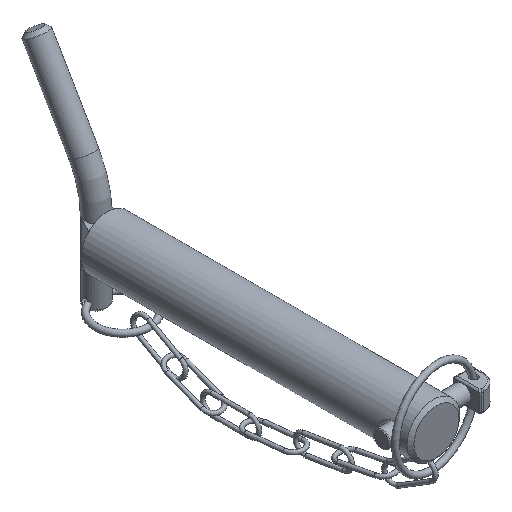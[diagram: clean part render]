
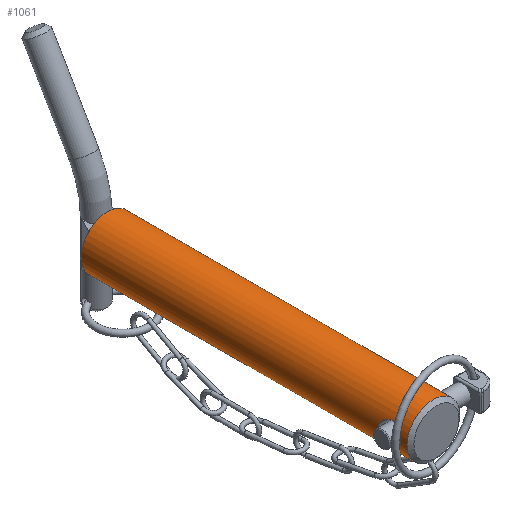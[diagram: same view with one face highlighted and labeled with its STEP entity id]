
A CAD part, isometric view. The second image highlights one B-rep face of the part: STEP entity #1061.
In plain terms, the highlighted cylindrical face has radius 14 mm (diameter 28 mm), a full revolution.
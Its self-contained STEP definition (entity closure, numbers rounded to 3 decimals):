
#73=FACE_BOUND('',#416,.T.);
#124=CYLINDRICAL_SURFACE('',#1313,14.);
#154=CIRCLE('',#1310,14.);
#155=CIRCLE('',#1311,14.);
#157=CIRCLE('',#1314,14.);
#207=LINE('',#7475,#267);
#208=LINE('',#7496,#268);
#267=VECTOR('',#1506,14.);
#268=VECTOR('',#1507,14.);
#351=FACE_OUTER_BOUND('',#415,.T.);
#415=EDGE_LOOP('',(#821,#822,#823,#824,#825,#826,#827,#828,#829));
#416=EDGE_LOOP('',(#830,#831));
#473=B_SPLINE_CURVE_WITH_KNOTS('',3,(#7477,#7478,#7479,#7480,#7481,#7482,
#7483,#7484,#7485,#7486,#7487,#7488,#7489,#7490,#7491,#7492,#7493,#7494,
#7495),.UNSPECIFIED.,.F.,.F.,(4,2,2,2,3,2,2,2,4),(2.751,2.98,
3.21,3.439,3.668,3.898,4.127,
4.356,4.586),.UNSPECIFIED.);
#474=B_SPLINE_CURVE_WITH_KNOTS('',3,(#7497,#7498,#7499,#7500,#7501,#7502,
#7503,#7504,#7505,#7506,#7507,#7508,#7509,#7510,#7511,#7512,#7513,#7514),
 .UNSPECIFIED.,.F.,.F.,(4,2,2,2,2,2,2,2,4),(0.917,1.146,
1.375,1.605,1.834,2.064,2.293,
2.522,2.751),.UNSPECIFIED.);
#475=B_SPLINE_CURVE_WITH_KNOTS('',3,(#7517,#7518,#7519,#7520,#7521,#7522,
#7523,#7524,#7525,#7526,#7527,#7528,#7529,#7530,#7531,#7532,#7533,#7534,
#7535,#7536,#7537,#7538,#7539,#7540,#7541,#7542),.UNSPECIFIED.,.F.,.F.,
(4,2,2,2,2,2,2,2,2,2,2,2,4),(0.,0.229,0.459,0.688,
0.917,1.146,1.375,1.605,1.834,
2.064,2.293,2.522,2.751),
 .UNSPECIFIED.);
#476=B_SPLINE_CURVE_WITH_KNOTS('',3,(#7543,#7544,#7545,#7546,#7547,#7548,
#7549,#7550,#7551,#7552),.UNSPECIFIED.,.F.,.F.,(4,2,2,2,4),(2.751,
2.98,3.21,3.439,3.668),
 .UNSPECIFIED.);
#523=VERTEX_POINT('',#7464);
#524=VERTEX_POINT('',#7465);
#526=VERTEX_POINT('',#7472);
#527=VERTEX_POINT('',#7474);
#528=VERTEX_POINT('',#7476);
#529=VERTEX_POINT('',#7515);
#530=VERTEX_POINT('',#7516);
#628=EDGE_CURVE('',#523,#524,#154,.T.);
#629=EDGE_CURVE('',#524,#523,#155,.T.);
#632=EDGE_CURVE('',#526,#526,#157,.T.);
#633=EDGE_CURVE('',#526,#527,#207,.T.);
#634=EDGE_CURVE('',#527,#528,#473,.T.);
#635=EDGE_CURVE('',#528,#524,#208,.T.);
#636=EDGE_CURVE('',#528,#527,#474,.T.);
#637=EDGE_CURVE('',#529,#530,#475,.T.);
#638=EDGE_CURVE('',#530,#529,#476,.T.);
#821=ORIENTED_EDGE('',*,*,#632,.F.);
#822=ORIENTED_EDGE('',*,*,#633,.T.);
#823=ORIENTED_EDGE('',*,*,#634,.T.);
#824=ORIENTED_EDGE('',*,*,#635,.T.);
#825=ORIENTED_EDGE('',*,*,#628,.F.);
#826=ORIENTED_EDGE('',*,*,#629,.F.);
#827=ORIENTED_EDGE('',*,*,#635,.F.);
#828=ORIENTED_EDGE('',*,*,#636,.T.);
#829=ORIENTED_EDGE('',*,*,#633,.F.);
#830=ORIENTED_EDGE('',*,*,#637,.T.);
#831=ORIENTED_EDGE('',*,*,#638,.T.);
#1061=ADVANCED_FACE('',(#351,#73),#124,.T.);
#1310=AXIS2_PLACEMENT_3D('',#7466,#1495,#1496);
#1311=AXIS2_PLACEMENT_3D('',#7467,#1497,#1498);
#1313=AXIS2_PLACEMENT_3D('',#7471,#1502,#1503);
#1314=AXIS2_PLACEMENT_3D('',#7473,#1504,#1505);
#1495=DIRECTION('center_axis',(0.,-1.,0.));
#1496=DIRECTION('ref_axis',(1.,0.,0.));
#1497=DIRECTION('center_axis',(0.,-1.,0.));
#1498=DIRECTION('ref_axis',(1.,0.,0.));
#1502=DIRECTION('center_axis',(0.,1.,0.));
#1503=DIRECTION('ref_axis',(-1.,0.,0.));
#1504=DIRECTION('center_axis',(0.,1.,0.));
#1505=DIRECTION('ref_axis',(-1.,0.,0.));
#1506=DIRECTION('',(0.,-1.,0.));
#1507=DIRECTION('',(0.,-1.,0.));
#7464=CARTESIAN_POINT('',(-14.,1.678,0.));
#7465=CARTESIAN_POINT('',(14.,1.678,0.));
#7466=CARTESIAN_POINT('Origin',(0.,1.678,0.));
#7467=CARTESIAN_POINT('Origin',(0.,1.678,0.));
#7471=CARTESIAN_POINT('Origin',(0.,0.,0.));
#7472=CARTESIAN_POINT('',(14.,175.,0.));
#7473=CARTESIAN_POINT('Origin',(0.,175.,0.));
#7474=CARTESIAN_POINT('',(14.,17.,0.));
#7475=CARTESIAN_POINT('',(14.,0.,0.));
#7476=CARTESIAN_POINT('',(14.,5.,0.));
#7477=CARTESIAN_POINT('Ctrl Pts',(14.,17.,0.));
#7478=CARTESIAN_POINT('Ctrl Pts',(14.,17.,-0.764));
#7479=CARTESIAN_POINT('Ctrl Pts',(13.932,16.845,-1.572));
#7480=CARTESIAN_POINT('Ctrl Pts',(13.685,16.23,-3.048));
#7481=CARTESIAN_POINT('Ctrl Pts',(13.509,15.77,-3.716));
#7482=CARTESIAN_POINT('Ctrl Pts',(13.174,14.715,-4.77));
#7483=CARTESIAN_POINT('Ctrl Pts',(12.991,14.047,-5.23));
#7484=CARTESIAN_POINT('Ctrl Pts',(12.726,12.572,-5.845));
#7485=CARTESIAN_POINT('Ctrl Pts',(12.649,11.765,-6.));
#7486=CARTESIAN_POINT('Ctrl Pts',(12.649,11.,-6.));
#7487=CARTESIAN_POINT('Ctrl Pts',(12.649,10.235,-6.));
#7488=CARTESIAN_POINT('Ctrl Pts',(12.726,9.428,-5.845));
#7489=CARTESIAN_POINT('Ctrl Pts',(12.991,7.953,-5.23));
#7490=CARTESIAN_POINT('Ctrl Pts',(13.174,7.285,-4.77));
#7491=CARTESIAN_POINT('Ctrl Pts',(13.509,6.23,-3.716));
#7492=CARTESIAN_POINT('Ctrl Pts',(13.685,5.77,-3.048));
#7493=CARTESIAN_POINT('Ctrl Pts',(13.932,5.155,-1.572));
#7494=CARTESIAN_POINT('Ctrl Pts',(14.,5.,-0.764));
#7495=CARTESIAN_POINT('Ctrl Pts',(14.,5.,0.));
#7496=CARTESIAN_POINT('',(14.,0.,0.));
#7497=CARTESIAN_POINT('Ctrl Pts',(14.,5.,0.));
#7498=CARTESIAN_POINT('Ctrl Pts',(14.,5.,0.764));
#7499=CARTESIAN_POINT('Ctrl Pts',(13.932,5.155,1.572));
#7500=CARTESIAN_POINT('Ctrl Pts',(13.685,5.77,3.048));
#7501=CARTESIAN_POINT('Ctrl Pts',(13.509,6.23,3.716));
#7502=CARTESIAN_POINT('Ctrl Pts',(13.174,7.285,4.77));
#7503=CARTESIAN_POINT('Ctrl Pts',(12.991,7.953,5.23));
#7504=CARTESIAN_POINT('Ctrl Pts',(12.726,9.428,5.845));
#7505=CARTESIAN_POINT('Ctrl Pts',(12.649,10.235,6.));
#7506=CARTESIAN_POINT('Ctrl Pts',(12.649,11.765,6.));
#7507=CARTESIAN_POINT('Ctrl Pts',(12.726,12.572,5.845));
#7508=CARTESIAN_POINT('Ctrl Pts',(12.991,14.047,5.23));
#7509=CARTESIAN_POINT('Ctrl Pts',(13.174,14.715,4.77));
#7510=CARTESIAN_POINT('Ctrl Pts',(13.509,15.77,3.716));
#7511=CARTESIAN_POINT('Ctrl Pts',(13.685,16.23,3.048));
#7512=CARTESIAN_POINT('Ctrl Pts',(13.932,16.845,1.572));
#7513=CARTESIAN_POINT('Ctrl Pts',(14.,17.,0.764));
#7514=CARTESIAN_POINT('Ctrl Pts',(14.,17.,0.));
#7515=CARTESIAN_POINT('',(-12.649,11.,-6.));
#7516=CARTESIAN_POINT('',(-14.,5.,0.));
#7517=CARTESIAN_POINT('Ctrl Pts',(-12.649,11.,-6.));
#7518=CARTESIAN_POINT('Ctrl Pts',(-12.649,11.765,-6.));
#7519=CARTESIAN_POINT('Ctrl Pts',(-12.726,12.572,-5.845));
#7520=CARTESIAN_POINT('Ctrl Pts',(-12.991,14.047,-5.23));
#7521=CARTESIAN_POINT('Ctrl Pts',(-13.174,14.715,-4.77));
#7522=CARTESIAN_POINT('Ctrl Pts',(-13.509,15.77,-3.716));
#7523=CARTESIAN_POINT('Ctrl Pts',(-13.685,16.23,-3.048));
#7524=CARTESIAN_POINT('Ctrl Pts',(-13.932,16.845,-1.572));
#7525=CARTESIAN_POINT('Ctrl Pts',(-14.,17.,-0.764));
#7526=CARTESIAN_POINT('Ctrl Pts',(-14.,17.,0.764));
#7527=CARTESIAN_POINT('Ctrl Pts',(-13.932,16.845,1.572));
#7528=CARTESIAN_POINT('Ctrl Pts',(-13.685,16.23,3.048));
#7529=CARTESIAN_POINT('Ctrl Pts',(-13.509,15.77,3.716));
#7530=CARTESIAN_POINT('Ctrl Pts',(-13.174,14.715,4.77));
#7531=CARTESIAN_POINT('Ctrl Pts',(-12.991,14.047,5.23));
#7532=CARTESIAN_POINT('Ctrl Pts',(-12.726,12.572,5.845));
#7533=CARTESIAN_POINT('Ctrl Pts',(-12.649,11.765,6.));
#7534=CARTESIAN_POINT('Ctrl Pts',(-12.649,10.235,6.));
#7535=CARTESIAN_POINT('Ctrl Pts',(-12.726,9.428,5.845));
#7536=CARTESIAN_POINT('Ctrl Pts',(-12.991,7.953,5.23));
#7537=CARTESIAN_POINT('Ctrl Pts',(-13.174,7.285,4.77));
#7538=CARTESIAN_POINT('Ctrl Pts',(-13.509,6.23,3.716));
#7539=CARTESIAN_POINT('Ctrl Pts',(-13.685,5.77,3.048));
#7540=CARTESIAN_POINT('Ctrl Pts',(-13.932,5.155,1.572));
#7541=CARTESIAN_POINT('Ctrl Pts',(-14.,5.,0.764));
#7542=CARTESIAN_POINT('Ctrl Pts',(-14.,5.,0.));
#7543=CARTESIAN_POINT('Ctrl Pts',(-14.,5.,0.));
#7544=CARTESIAN_POINT('Ctrl Pts',(-14.,5.,-0.764));
#7545=CARTESIAN_POINT('Ctrl Pts',(-13.932,5.155,-1.572));
#7546=CARTESIAN_POINT('Ctrl Pts',(-13.685,5.77,-3.048));
#7547=CARTESIAN_POINT('Ctrl Pts',(-13.509,6.23,-3.716));
#7548=CARTESIAN_POINT('Ctrl Pts',(-13.174,7.285,-4.77));
#7549=CARTESIAN_POINT('Ctrl Pts',(-12.991,7.953,-5.23));
#7550=CARTESIAN_POINT('Ctrl Pts',(-12.726,9.428,-5.845));
#7551=CARTESIAN_POINT('Ctrl Pts',(-12.649,10.235,-6.));
#7552=CARTESIAN_POINT('Ctrl Pts',(-12.649,11.,-6.));
